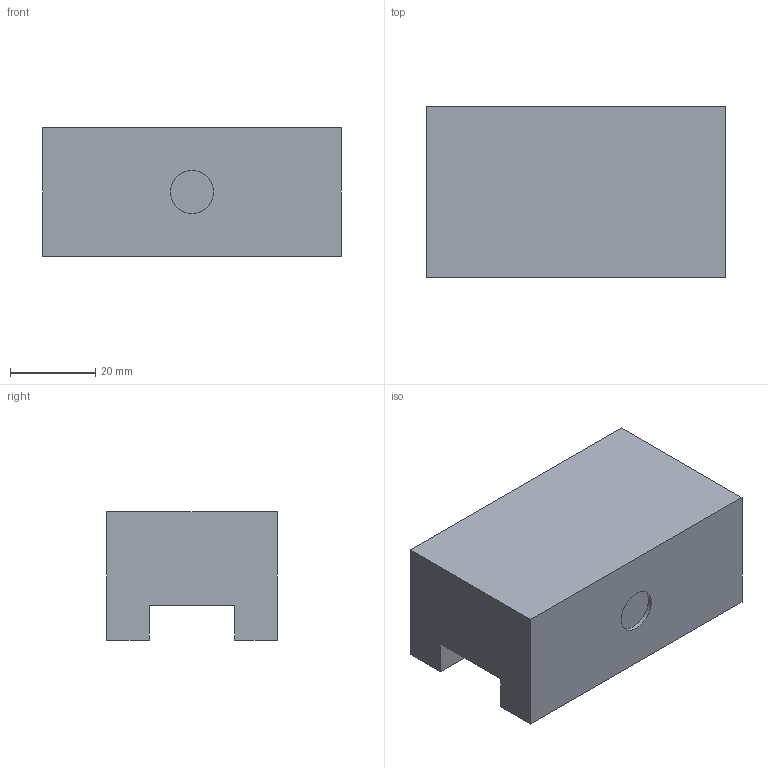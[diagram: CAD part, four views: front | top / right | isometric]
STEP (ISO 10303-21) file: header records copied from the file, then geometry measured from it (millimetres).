
FILE_DESCRIPTION (( 'STEP AP203' ), '1' );
FILE_NAME ('base_Default_sldprt.STEP', '2019-08-22T12:27:11', ( '' ), ( '' ), 'SwSTEP 2.0', 'SolidWorks 2018', '' );
FILE_SCHEMA (( 'CONFIG_CONTROL_DESIGN' ));
Length unit declared in the file: metre
Products named in the file (1): base_Default_sldprt
Bounding box: 70 x 40 x 30 mm (x, y, z)
Volume: 72721.5 mm3; surface area: 13031.4 mm2
Topology: 1 solids, 1 shells, 13 faces, 30 edges, 20 vertices
Faces by surface type: plane 11, cylinder 2
Entity records: 445 total; most frequent: CARTESIAN_POINT 64, DIRECTION 62, ORIENTED_EDGE 60, EDGE_CURVE 30, VECTOR 26, LINE 26, VERTEX_POINT 20, AXIS2_PLACEMENT_3D 18
